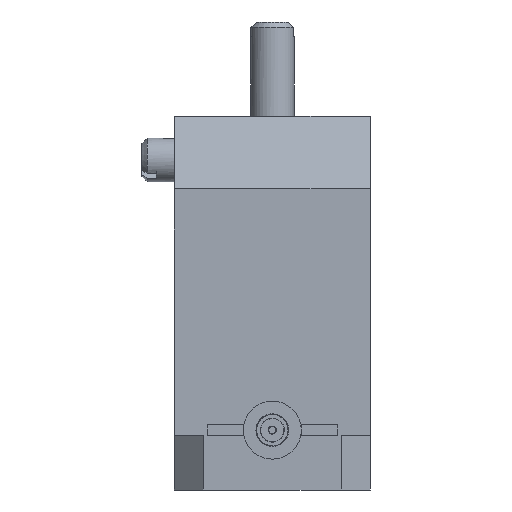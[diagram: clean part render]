
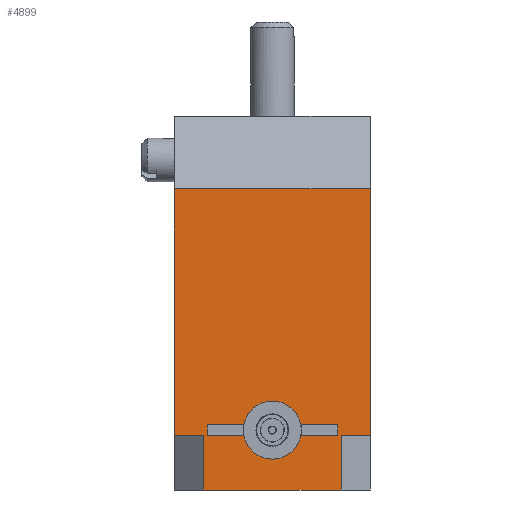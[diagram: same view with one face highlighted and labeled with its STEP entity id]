
A CAD part, left-side view. The second image highlights one B-rep face of the part: STEP entity #4899.
In plain terms, the highlighted planar face has unit normal (-1, 0, 0).
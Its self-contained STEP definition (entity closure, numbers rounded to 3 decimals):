
#4899=ADVANCED_FACE('',(#12823,#12825,#12827,#12829),#12831,.F.);
#12823=FACE_BOUND('',#12824,.T.);
#12824=EDGE_LOOP('',(#16404,#16405,#16406,#16407,#16408,#16409,#16410,#16411));
#12825=FACE_BOUND('',#12826,.T.);
#12826=EDGE_LOOP('',(#16412,#16413,#16414,#16415,#16416));
#12827=FACE_BOUND('',#12828,.T.);
#12828=EDGE_LOOP('',(#16417,#16418,#16419,#16420));
#12829=FACE_BOUND('',#12830,.T.);
#12830=EDGE_LOOP('',(#16421,#16422));
#12831=PLANE('',#12832);
#12832=AXIS2_PLACEMENT_3D('',#12833,#12834,#12835);
#12833=CARTESIAN_POINT('',(-10.8,2.,6.05));
#12834=DIRECTION('',(1.,0.,0.));
#12835=DIRECTION('',(0.,0.,-1.));
#16404=ORIENTED_EDGE('',*,*,#18327,.F.);
#16405=ORIENTED_EDGE('',*,*,#18328,.T.);
#16406=ORIENTED_EDGE('',*,*,#18329,.T.);
#16407=ORIENTED_EDGE('',*,*,#18330,.T.);
#16408=ORIENTED_EDGE('',*,*,#18331,.T.);
#16409=ORIENTED_EDGE('',*,*,#18332,.T.);
#16410=ORIENTED_EDGE('',*,*,#18333,.F.);
#16411=ORIENTED_EDGE('',*,*,#18334,.T.);
#16412=ORIENTED_EDGE('',*,*,#18335,.T.);
#16413=ORIENTED_EDGE('',*,*,#18336,.T.);
#16414=ORIENTED_EDGE('',*,*,#18337,.T.);
#16415=ORIENTED_EDGE('',*,*,#18338,.T.);
#16416=ORIENTED_EDGE('',*,*,#18339,.T.);
#16417=ORIENTED_EDGE('',*,*,#18340,.T.);
#16418=ORIENTED_EDGE('',*,*,#18341,.T.);
#16419=ORIENTED_EDGE('',*,*,#18342,.T.);
#16420=ORIENTED_EDGE('',*,*,#18343,.T.);
#16421=ORIENTED_EDGE('',*,*,#16958,.T.);
#16422=ORIENTED_EDGE('',*,*,#16959,.T.);
#16958=EDGE_CURVE('',#18705,#18706,#18707,.T.);
#16959=EDGE_CURVE('',#18706,#18705,#18708,.T.);
#18327=EDGE_CURVE('',#20997,#20998,#20999,.T.);
#18328=EDGE_CURVE('',#20997,#21000,#21001,.T.);
#18329=EDGE_CURVE('',#21000,#21002,#21003,.T.);
#18330=EDGE_CURVE('',#21002,#21004,#21005,.T.);
#18331=EDGE_CURVE('',#21004,#21006,#21007,.T.);
#18332=EDGE_CURVE('',#21006,#21008,#21009,.T.);
#18333=EDGE_CURVE('',#21010,#21008,#21011,.T.);
#18334=EDGE_CURVE('',#21010,#20998,#21012,.T.);
#18335=EDGE_CURVE('',#18705,#21013,#21014,.T.);
#18336=EDGE_CURVE('',#21013,#21015,#21016,.T.);
#18337=EDGE_CURVE('',#21015,#21017,#21018,.T.);
#18338=EDGE_CURVE('',#21017,#21019,#21020,.T.);
#18339=EDGE_CURVE('',#21019,#18705,#21021,.T.);
#18340=EDGE_CURVE('',#21022,#21023,#21024,.T.);
#18341=EDGE_CURVE('',#21023,#21025,#21026,.T.);
#18342=EDGE_CURVE('',#21025,#21027,#21028,.T.);
#18343=EDGE_CURVE('',#21027,#21022,#21029,.T.);
#18705=VERTEX_POINT('',#22576);
#18706=VERTEX_POINT('',#22577);
#18707=CIRCLE('',#22578,0.8);
#18708=CIRCLE('',#22582,0.8);
#20997=VERTEX_POINT('',#37377);
#20998=VERTEX_POINT('',#37378);
#20999=LINE('',#37379,#37380);
#21000=VERTEX_POINT('',#37382);
#21001=LINE('',#37383,#37384);
#21002=VERTEX_POINT('',#37386);
#21003=LINE('',#37387,#37388);
#21004=VERTEX_POINT('',#37390);
#21005=LINE('',#37391,#37392);
#21006=VERTEX_POINT('',#37394);
#21007=LINE('',#37395,#37396);
#21008=VERTEX_POINT('',#37398);
#21009=LINE('',#37399,#37400);
#21010=VERTEX_POINT('',#37402);
#21011=LINE('',#37403,#37404);
#21012=LINE('',#37406,#37407);
#21013=VERTEX_POINT('',#37409);
#21014=LINE('',#37410,#37411);
#21015=VERTEX_POINT('',#37413);
#21016=LINE('',#37414,#37415);
#21017=VERTEX_POINT('',#37417);
#21018=LINE('',#37418,#37419);
#21019=VERTEX_POINT('',#37421);
#21020=LINE('',#37422,#37423);
#21021=LINE('',#37425,#37426);
#21022=VERTEX_POINT('',#37428);
#21023=VERTEX_POINT('',#37429);
#21024=LINE('',#37430,#37431);
#21025=VERTEX_POINT('',#37433);
#21026=LINE('',#37434,#37435);
#21027=VERTEX_POINT('',#37437);
#21028=LINE('',#37438,#37439);
#21029=LINE('',#37441,#37442);
#22576=CARTESIAN_POINT('',(-10.8,-0.8,-2.6));
#22577=CARTESIAN_POINT('',(-10.8,0.,-1.8));
#22578=AXIS2_PLACEMENT_3D('',#22579,#22580,#22581);
#22579=CARTESIAN_POINT('',(-10.8,0.,-2.6));
#22580=DIRECTION('',(1.,0.,0.));
#22581=DIRECTION('',(0.,-1.,0.));
#22582=AXIS2_PLACEMENT_3D('',#22583,#22584,#22585);
#22583=CARTESIAN_POINT('',(-10.8,0.,-2.6));
#22584=DIRECTION('',(1.,0.,0.));
#22585=DIRECTION('',(0.,0.,1.));
#37377=CARTESIAN_POINT('',(-10.8,-2.7,4.05));
#37378=CARTESIAN_POINT('',(-10.8,-2.7,-2.75));
#37379=CARTESIAN_POINT('',(-10.8,-2.7,4.05));
#37380=VECTOR('',#37381,1.);
#37381=DIRECTION('',(0.,0.,-1.));
#37382=CARTESIAN_POINT('',(-10.8,2.7,4.05));
#37383=CARTESIAN_POINT('',(-10.8,-2.7,4.05));
#37384=VECTOR('',#37385,1.);
#37385=DIRECTION('',(0.,1.,0.));
#37386=CARTESIAN_POINT('',(-10.8,2.7,-2.75));
#37387=CARTESIAN_POINT('',(-10.8,2.7,4.05));
#37388=VECTOR('',#37389,1.);
#37389=DIRECTION('',(0.,0.,-1.));
#37390=CARTESIAN_POINT('',(-10.8,1.9,-2.75));
#37391=CARTESIAN_POINT('',(-10.8,2.7,-2.75));
#37392=VECTOR('',#37393,1.);
#37393=DIRECTION('',(0.,-1.,0.));
#37394=CARTESIAN_POINT('',(-10.8,1.9,-4.25));
#37395=CARTESIAN_POINT('',(-10.8,1.9,-2.75));
#37396=VECTOR('',#37397,1.);
#37397=DIRECTION('',(0.,0.,-1.));
#37398=CARTESIAN_POINT('',(-10.8,-1.9,-4.25));
#37399=CARTESIAN_POINT('',(-10.8,1.9,-4.25));
#37400=VECTOR('',#37401,1.);
#37401=DIRECTION('',(0.,-1.,0.));
#37402=CARTESIAN_POINT('',(-10.8,-1.9,-2.75));
#37403=CARTESIAN_POINT('',(-10.8,-1.9,-2.75));
#37404=VECTOR('',#37405,1.);
#37405=DIRECTION('',(0.,0.,-1.));
#37406=CARTESIAN_POINT('',(-10.8,-1.9,-2.75));
#37407=VECTOR('',#37408,1.);
#37408=DIRECTION('',(0.,-1.,0.));
#37409=CARTESIAN_POINT('',(-10.8,-0.8,-2.45));
#37410=CARTESIAN_POINT('',(-10.8,-0.8,-2.6));
#37411=VECTOR('',#37412,1.);
#37412=DIRECTION('',(0.,0.,1.));
#37413=CARTESIAN_POINT('',(-10.8,-1.8,-2.45));
#37414=CARTESIAN_POINT('',(-10.8,-0.8,-2.45));
#37415=VECTOR('',#37416,1.);
#37416=DIRECTION('',(0.,-1.,0.));
#37417=CARTESIAN_POINT('',(-10.8,-1.8,-2.75));
#37418=CARTESIAN_POINT('',(-10.8,-1.8,-2.45));
#37419=VECTOR('',#37420,1.);
#37420=DIRECTION('',(0.,0.,-1.));
#37421=CARTESIAN_POINT('',(-10.8,-0.8,-2.75));
#37422=CARTESIAN_POINT('',(-10.8,-1.8,-2.75));
#37423=VECTOR('',#37424,1.);
#37424=DIRECTION('',(0.,1.,0.));
#37425=CARTESIAN_POINT('',(-10.8,-0.8,-2.75));
#37426=VECTOR('',#37427,1.);
#37427=DIRECTION('',(0.,0.,1.));
#37428=CARTESIAN_POINT('',(-10.8,0.8,-2.45));
#37429=CARTESIAN_POINT('',(-10.8,0.8,-2.75));
#37430=CARTESIAN_POINT('',(-10.8,0.8,-2.45));
#37431=VECTOR('',#37432,1.);
#37432=DIRECTION('',(0.,0.,-1.));
#37433=CARTESIAN_POINT('',(-10.8,1.8,-2.75));
#37434=CARTESIAN_POINT('',(-10.8,0.8,-2.75));
#37435=VECTOR('',#37436,1.);
#37436=DIRECTION('',(0.,1.,0.));
#37437=CARTESIAN_POINT('',(-10.8,1.8,-2.45));
#37438=CARTESIAN_POINT('',(-10.8,1.8,-2.75));
#37439=VECTOR('',#37440,1.);
#37440=DIRECTION('',(0.,0.,1.));
#37441=CARTESIAN_POINT('',(-10.8,1.8,-2.45));
#37442=VECTOR('',#37443,1.);
#37443=DIRECTION('',(0.,-1.,0.));
